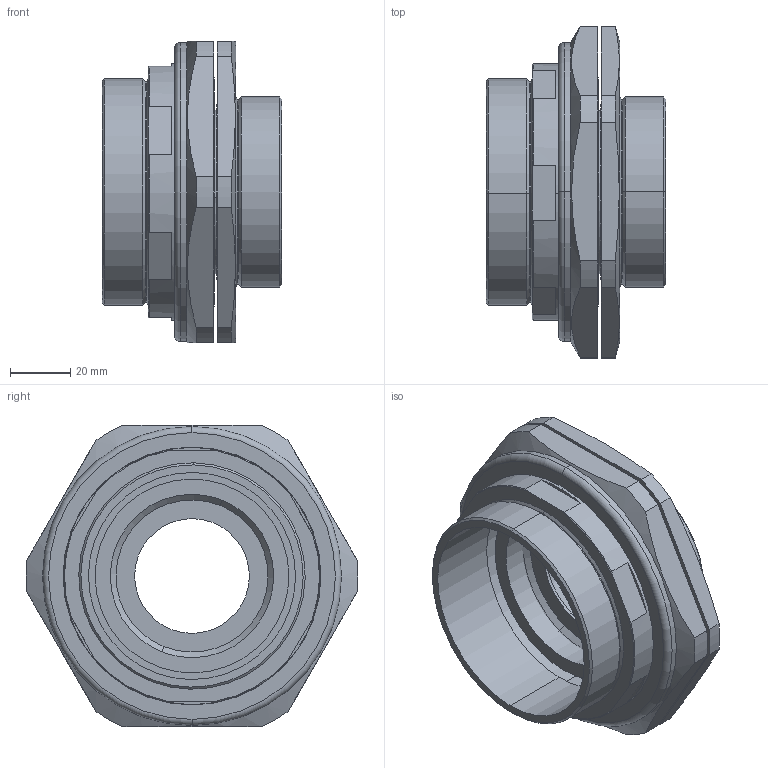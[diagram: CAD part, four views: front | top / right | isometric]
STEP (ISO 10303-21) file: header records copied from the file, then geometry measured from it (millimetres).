
FILE_DESCRIPTION (( 'STEP AP203' ), '1' );
FILE_NAME ('PX780REXDM7MM8M.STEP', '2019-06-11T14:32:29', ( '' ), ( '' ), 'SwSTEP 2.0', 'SolidWorks 2017', '' );
FILE_SCHEMA (( 'CONFIG_CONTROL_DESIGN' ));
Length unit declared in the file: millimetre
Products named in the file (1): PX780REXDM7MM8M
Bounding box: 59.56 x 109.95 x 100 mm (x, y, z)
Surface area: 53969.9 mm2 (no closed solid volume)
Topology: 0 solids, 8 shells, 114 faces, 286 edges, 184 vertices
Faces by surface type: cylinder 42, plane 36, cone 34, torus 2
Entity records: 3614 total; most frequent: CARTESIAN_POINT 749, DIRECTION 628, ORIENTED_EDGE 540, EDGE_CURVE 286, AXIS2_PLACEMENT_3D 255, VERTEX_POINT 184, CIRCLE 140, EDGE_LOOP 126
